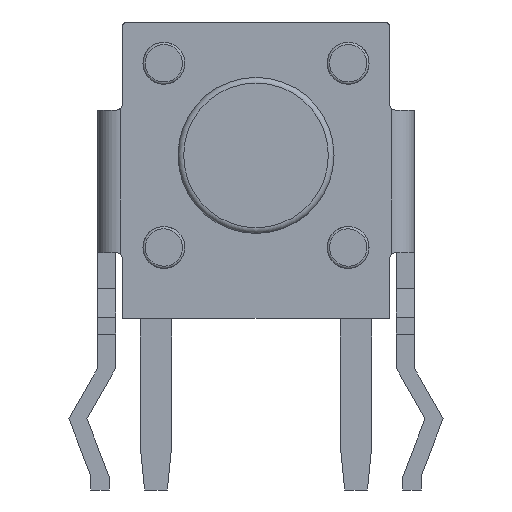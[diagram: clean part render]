
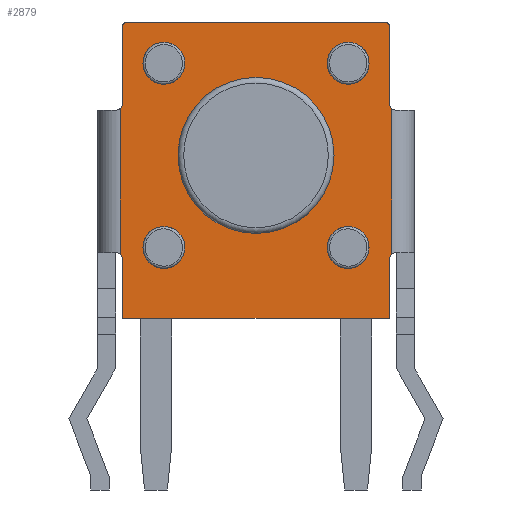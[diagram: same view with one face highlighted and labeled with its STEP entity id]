
A CAD part, front view. The second image highlights one B-rep face of the part: STEP entity #2879.
In plain terms, the highlighted planar face has unit normal (0, -1, 0).
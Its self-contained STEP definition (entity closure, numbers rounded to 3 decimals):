
#21=FACE_BOUND('',#984,.T.);
#22=FACE_BOUND('',#985,.T.);
#23=FACE_BOUND('',#986,.T.);
#24=FACE_BOUND('',#987,.T.);
#25=FACE_BOUND('',#988,.T.);
#59=PLANE('',#3096);
#208=LINE('',#5480,#500);
#217=LINE('',#5504,#509);
#224=LINE('',#5518,#516);
#227=LINE('',#5524,#519);
#232=LINE('',#5534,#524);
#258=LINE('',#5588,#550);
#259=LINE('',#5590,#551);
#260=LINE('',#5594,#552);
#500=VECTOR('',#3496,5.994);
#509=VECTOR('',#3523,1.829);
#516=VECTOR('',#3540,1.829);
#519=VECTOR('',#3545,1.321);
#524=VECTOR('',#3552,1.321);
#550=VECTOR('',#3598,3.278);
#551=VECTOR('',#3601,5.994);
#552=VECTOR('',#3604,3.278);
#821=FACE_OUTER_BOUND('',#983,.T.);
#983=EDGE_LOOP('',(#2239,#2240,#2241,#2242,#2243,#2244,#2245,#2246,#2247,
#2248,#2249,#2250,#2251,#2252));
#984=EDGE_LOOP('',(#2253));
#985=EDGE_LOOP('',(#2254));
#986=EDGE_LOOP('',(#2255));
#987=EDGE_LOOP('',(#2256));
#988=EDGE_LOOP('',(#2257));
#1129=CIRCLE('',#3066,0.1);
#1134=CIRCLE('',#3079,0.1);
#1135=CIRCLE('',#3097,0.152);
#1136=CIRCLE('',#3098,0.152);
#1137=CIRCLE('',#3099,0.152);
#1138=CIRCLE('',#3100,0.152);
#1139=CIRCLE('',#3101,0.47);
#1140=CIRCLE('',#3102,0.47);
#1141=CIRCLE('',#3103,0.47);
#1142=CIRCLE('',#3104,0.47);
#1143=CIRCLE('',#3105,1.753);
#1308=VERTEX_POINT('',#5461);
#1309=VERTEX_POINT('',#5462);
#1313=VERTEX_POINT('',#5478);
#1317=VERTEX_POINT('',#5496);
#1319=VERTEX_POINT('',#5502);
#1321=VERTEX_POINT('',#5517);
#1322=VERTEX_POINT('',#5521);
#1323=VERTEX_POINT('',#5523);
#1326=VERTEX_POINT('',#5531);
#1327=VERTEX_POINT('',#5533);
#1344=VERTEX_POINT('',#5585);
#1345=VERTEX_POINT('',#5587);
#1346=VERTEX_POINT('',#5591);
#1347=VERTEX_POINT('',#5593);
#1348=VERTEX_POINT('',#5596);
#1349=VERTEX_POINT('',#5598);
#1350=VERTEX_POINT('',#5600);
#1351=VERTEX_POINT('',#5602);
#1352=VERTEX_POINT('',#5604);
#1618=EDGE_CURVE('',#1308,#1309,#1129,.T.);
#1628=EDGE_CURVE('',#1308,#1313,#208,.T.);
#1636=EDGE_CURVE('',#1317,#1313,#1134,.T.);
#1640=EDGE_CURVE('',#1317,#1319,#217,.T.);
#1647=EDGE_CURVE('',#1321,#1309,#224,.T.);
#1650=EDGE_CURVE('',#1323,#1322,#227,.T.);
#1655=EDGE_CURVE('',#1327,#1326,#232,.T.);
#1681=EDGE_CURVE('',#1319,#1344,#1135,.T.);
#1682=EDGE_CURVE('',#1344,#1345,#258,.T.);
#1683=EDGE_CURVE('',#1345,#1327,#1136,.T.);
#1684=EDGE_CURVE('',#1326,#1323,#259,.T.);
#1685=EDGE_CURVE('',#1322,#1346,#1137,.T.);
#1686=EDGE_CURVE('',#1346,#1347,#260,.T.);
#1687=EDGE_CURVE('',#1347,#1321,#1138,.T.);
#1688=EDGE_CURVE('',#1348,#1348,#1139,.T.);
#1689=EDGE_CURVE('',#1349,#1349,#1140,.T.);
#1690=EDGE_CURVE('',#1350,#1350,#1141,.T.);
#1691=EDGE_CURVE('',#1351,#1351,#1142,.T.);
#1692=EDGE_CURVE('',#1352,#1352,#1143,.T.);
#2239=ORIENTED_EDGE('',*,*,#1618,.F.);
#2240=ORIENTED_EDGE('',*,*,#1628,.T.);
#2241=ORIENTED_EDGE('',*,*,#1636,.F.);
#2242=ORIENTED_EDGE('',*,*,#1640,.T.);
#2243=ORIENTED_EDGE('',*,*,#1681,.T.);
#2244=ORIENTED_EDGE('',*,*,#1682,.T.);
#2245=ORIENTED_EDGE('',*,*,#1683,.T.);
#2246=ORIENTED_EDGE('',*,*,#1655,.T.);
#2247=ORIENTED_EDGE('',*,*,#1684,.T.);
#2248=ORIENTED_EDGE('',*,*,#1650,.T.);
#2249=ORIENTED_EDGE('',*,*,#1685,.T.);
#2250=ORIENTED_EDGE('',*,*,#1686,.T.);
#2251=ORIENTED_EDGE('',*,*,#1687,.T.);
#2252=ORIENTED_EDGE('',*,*,#1647,.T.);
#2253=ORIENTED_EDGE('',*,*,#1688,.F.);
#2254=ORIENTED_EDGE('',*,*,#1689,.F.);
#2255=ORIENTED_EDGE('',*,*,#1690,.F.);
#2256=ORIENTED_EDGE('',*,*,#1691,.F.);
#2257=ORIENTED_EDGE('',*,*,#1692,.F.);
#2879=ADVANCED_FACE('',(#821,#21,#22,#23,#24,#25),#59,.T.);
#3066=AXIS2_PLACEMENT_3D('',#5463,#3477,#3478);
#3079=AXIS2_PLACEMENT_3D('',#5497,#3516,#3517);
#3096=AXIS2_PLACEMENT_3D('',#5584,#3594,#3595);
#3097=AXIS2_PLACEMENT_3D('',#5586,#3596,#3597);
#3098=AXIS2_PLACEMENT_3D('',#5589,#3599,#3600);
#3099=AXIS2_PLACEMENT_3D('',#5592,#3602,#3603);
#3100=AXIS2_PLACEMENT_3D('',#5595,#3605,#3606);
#3101=AXIS2_PLACEMENT_3D('',#5597,#3607,#3608);
#3102=AXIS2_PLACEMENT_3D('',#5599,#3609,#3610);
#3103=AXIS2_PLACEMENT_3D('',#5601,#3611,#3612);
#3104=AXIS2_PLACEMENT_3D('',#5603,#3613,#3614);
#3105=AXIS2_PLACEMENT_3D('',#5605,#3615,#3616);
#3477=DIRECTION('center_axis',(0.,1.,0.));
#3478=DIRECTION('ref_axis',(0.707,0.,0.707));
#3496=DIRECTION('',(-1.,0.,0.));
#3516=DIRECTION('center_axis',(0.,1.,0.));
#3517=DIRECTION('ref_axis',(-0.707,0.,0.707));
#3523=DIRECTION('',(0.,0.,-1.));
#3540=DIRECTION('',(0.,0.,1.));
#3545=DIRECTION('',(0.,0.,1.));
#3552=DIRECTION('',(0.,0.,-1.));
#3594=DIRECTION('center_axis',(0.,-1.,0.));
#3595=DIRECTION('ref_axis',(1.,0.,0.));
#3596=DIRECTION('center_axis',(0.,1.,0.));
#3597=DIRECTION('ref_axis',(1.,0.,0.));
#3598=DIRECTION('',(0.,0.,-1.));
#3599=DIRECTION('center_axis',(0.,1.,0.));
#3600=DIRECTION('ref_axis',(0.667,0.,0.745));
#3601=DIRECTION('',(1.,0.,0.));
#3602=DIRECTION('center_axis',(0.,1.,0.));
#3603=DIRECTION('ref_axis',(-1.,0.,0.));
#3604=DIRECTION('',(0.,0.,1.));
#3605=DIRECTION('center_axis',(0.,1.,0.));
#3606=DIRECTION('ref_axis',(-0.667,0.,-0.745));
#3607=DIRECTION('center_axis',(0.,-1.,0.));
#3608=DIRECTION('ref_axis',(1.,0.,0.));
#3609=DIRECTION('center_axis',(0.,-1.,0.));
#3610=DIRECTION('ref_axis',(1.,0.,0.));
#3611=DIRECTION('center_axis',(0.,-1.,0.));
#3612=DIRECTION('ref_axis',(1.,0.,0.));
#3613=DIRECTION('center_axis',(0.,-1.,0.));
#3614=DIRECTION('ref_axis',(1.,0.,0.));
#3615=DIRECTION('center_axis',(0.,-1.,0.));
#3616=DIRECTION('ref_axis',(0.,0.,-1.));
#5461=CARTESIAN_POINT('',(2.897,-2.616,7.01));
#5462=CARTESIAN_POINT('',(2.997,-2.616,6.91));
#5463=CARTESIAN_POINT('Origin',(2.897,-2.616,6.91));
#5478=CARTESIAN_POINT('',(-2.897,-2.616,7.01));
#5480=CARTESIAN_POINT('',(2.997,-2.616,7.01));
#5496=CARTESIAN_POINT('',(-2.997,-2.616,6.91));
#5497=CARTESIAN_POINT('Origin',(-2.897,-2.616,6.91));
#5502=CARTESIAN_POINT('',(-2.997,-2.616,5.182));
#5504=CARTESIAN_POINT('',(-2.997,-2.616,7.01));
#5517=CARTESIAN_POINT('',(2.997,-2.616,5.182));
#5518=CARTESIAN_POINT('',(2.997,-2.616,5.182));
#5521=CARTESIAN_POINT('',(2.997,-2.616,1.676));
#5523=CARTESIAN_POINT('',(2.997,-2.616,0.356));
#5524=CARTESIAN_POINT('',(2.997,-2.616,0.356));
#5531=CARTESIAN_POINT('',(-2.997,-2.616,0.356));
#5533=CARTESIAN_POINT('',(-2.997,-2.616,1.676));
#5534=CARTESIAN_POINT('',(-2.997,-2.616,1.676));
#5584=CARTESIAN_POINT('Origin',(0.,-2.616,4.013));
#5585=CARTESIAN_POINT('',(-3.048,-2.616,5.068));
#5586=CARTESIAN_POINT('Origin',(-3.15,-2.616,5.182));
#5587=CARTESIAN_POINT('',(-3.048,-2.616,1.79));
#5588=CARTESIAN_POINT('',(-3.048,-2.616,5.068));
#5589=CARTESIAN_POINT('Origin',(-3.15,-2.616,1.676));
#5590=CARTESIAN_POINT('',(-2.997,-2.616,0.356));
#5591=CARTESIAN_POINT('',(3.048,-2.616,1.79));
#5592=CARTESIAN_POINT('Origin',(3.15,-2.616,1.676));
#5593=CARTESIAN_POINT('',(3.048,-2.616,5.068));
#5594=CARTESIAN_POINT('',(3.048,-2.616,1.79));
#5595=CARTESIAN_POINT('Origin',(3.15,-2.616,5.182));
#5596=CARTESIAN_POINT('',(1.6,-2.616,6.083));
#5597=CARTESIAN_POINT('Origin',(2.07,-2.616,6.083));
#5598=CARTESIAN_POINT('',(-2.54,-2.616,6.083));
#5599=CARTESIAN_POINT('Origin',(-2.07,-2.616,6.083));
#5600=CARTESIAN_POINT('',(1.6,-2.616,1.943));
#5601=CARTESIAN_POINT('Origin',(2.07,-2.616,1.943));
#5602=CARTESIAN_POINT('',(-2.54,-2.616,1.943));
#5603=CARTESIAN_POINT('Origin',(-2.07,-2.616,1.943));
#5604=CARTESIAN_POINT('',(0.,-2.616,5.766));
#5605=CARTESIAN_POINT('Origin',(0.,-2.616,4.013));
